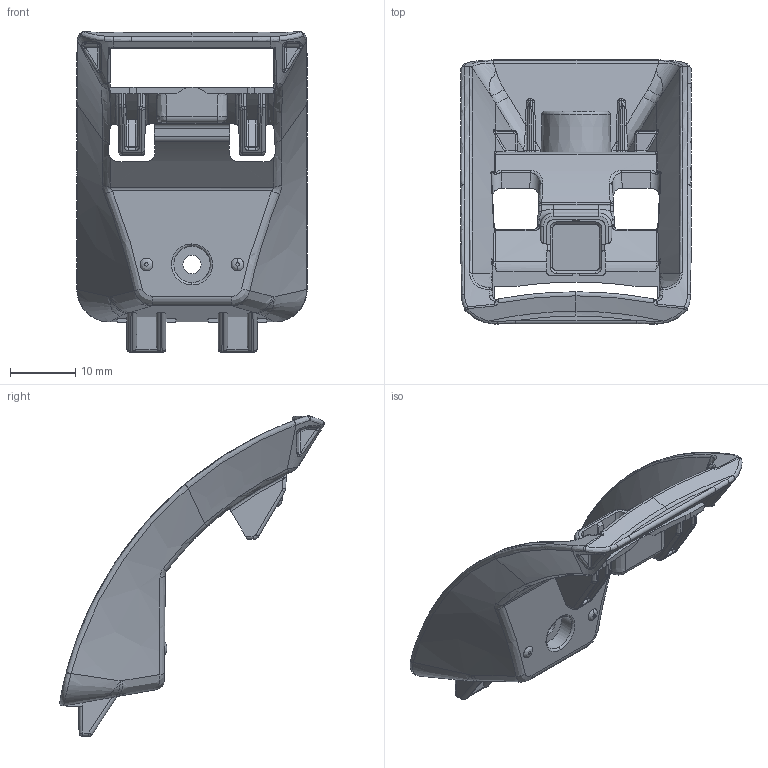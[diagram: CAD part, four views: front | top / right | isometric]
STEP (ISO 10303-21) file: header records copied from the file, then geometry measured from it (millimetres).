
FILE_DESCRIPTION(/* description */ (''),/* implementation_level */ '2;1');
FILE_NAME(/* name */ 'da90aeb0-d67e-4ee1-8f04-2ae06639c8e5.stp',/* time_stamp */ '2019-09-01T13:50:27-06:00',/* author */ ('sridharPR5JY'),/* organization */ (''),/* preprocessor_version */ 'ST-DEVELOPER v18',/* originating_system */ 'Autodesk Translation Framework v8.2.0.1029',/* authorisation */ '');
FILE_SCHEMA (('AUTOMOTIVE_DESIGN { 1 0 10303 214 3 1 1 }'));
Length unit declared in the file: millimetre
Products named in the file (1): TRAILER_HITCH_INNER
Bounding box: 35.41 x 40.67 x 49.27 mm (x, y, z)
Volume: 4934.3 mm3; surface area: 6404.8 mm2
Topology: 1 solids, 1 shells, 640 faces, 1586 edges, 942 vertices
Faces by surface type: bspline 303, cylinder 153, plane 141, sphere 20, cone 16, torus 7
Full cylindrical faces by diameter (mm): 2.8 x1, 5.6 x1
Entity records: 43057 total; most frequent: CARTESIAN_POINT 29573, ORIENTED_EDGE 3158, DIRECTION 2423, EDGE_CURVE 1579, AXIS2_PLACEMENT_3D 961, VERTEX_POINT 942, EDGE_LOOP 649, FACE_OUTER_BOUND 640
